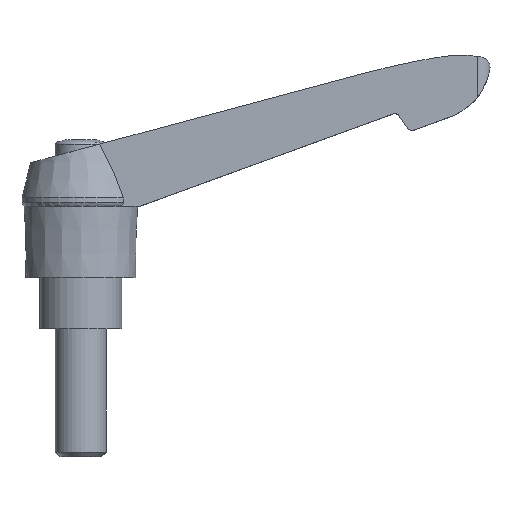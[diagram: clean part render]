
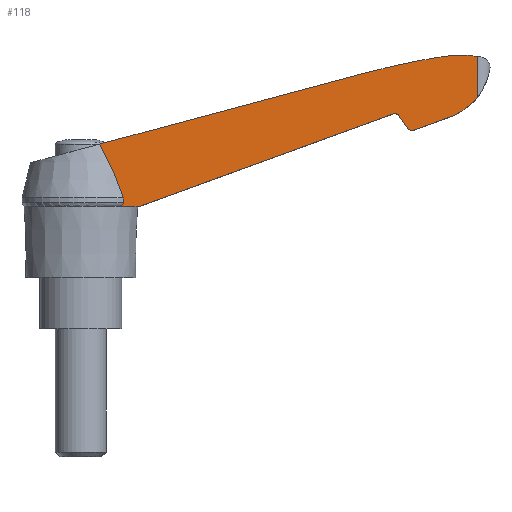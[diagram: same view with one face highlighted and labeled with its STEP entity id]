
A CAD part, top view. The second image highlights one B-rep face of the part: STEP entity #118.
In plain terms, the highlighted planar face has unit normal (0.034, 0, 0.999).
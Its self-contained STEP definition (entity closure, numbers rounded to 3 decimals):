
#118 = ADVANCED_FACE( '', ( #310 ), #311, .F. );
#310 = FACE_OUTER_BOUND( '', #579, .T. );
#311 = PLANE( '', #580 );
#579 = EDGE_LOOP( '', ( #899, #900, #901, #902, #903, #904, #905, #906, #907, #908, #909, #910, #911, #912, #913 ) );
#580 = AXIS2_PLACEMENT_3D( '', #914, #915, #916 );
#899 = ORIENTED_EDGE( '', *, *, #1661, .F. );
#900 = ORIENTED_EDGE( '', *, *, #1662, .T. );
#901 = ORIENTED_EDGE( '', *, *, #1663, .F. );
#902 = ORIENTED_EDGE( '', *, *, #1664, .F. );
#903 = ORIENTED_EDGE( '', *, *, #1665, .T. );
#904 = ORIENTED_EDGE( '', *, *, #1666, .F. );
#905 = ORIENTED_EDGE( '', *, *, #1667, .F. );
#906 = ORIENTED_EDGE( '', *, *, #1668, .F. );
#907 = ORIENTED_EDGE( '', *, *, #1669, .F. );
#908 = ORIENTED_EDGE( '', *, *, #1670, .F. );
#909 = ORIENTED_EDGE( '', *, *, #1671, .F. );
#910 = ORIENTED_EDGE( '', *, *, #1672, .F. );
#911 = ORIENTED_EDGE( '', *, *, #1673, .F. );
#912 = ORIENTED_EDGE( '', *, *, #1651, .F. );
#913 = ORIENTED_EDGE( '', *, *, #1674, .F. );
#914 = CARTESIAN_POINT( '', ( 0., 58.5, 8.22 ) );
#915 = DIRECTION( '', ( -0.034, 0., -0.999 ) );
#916 = DIRECTION( '', ( -0.999, 0., 0.034 ) );
#1651 = EDGE_CURVE( '', #1999, #2000, #2001, .T. );
#1661 = EDGE_CURVE( '', #2015, #2016, #2017, .T. );
#1662 = EDGE_CURVE( '', #2015, #2018, #2019, .T. );
#1663 = EDGE_CURVE( '', #2020, #2018, #2021, .T. );
#1664 = EDGE_CURVE( '', #2022, #2020, #2023, .T. );
#1665 = EDGE_CURVE( '', #2022, #2024, #2025, .T. );
#1666 = EDGE_CURVE( '', #2026, #2024, #2027, .T. );
#1667 = EDGE_CURVE( '', #2028, #2026, #2029, .T. );
#1668 = EDGE_CURVE( '', #2030, #2028, #2031, .T. );
#1669 = EDGE_CURVE( '', #2032, #2030, #2033, .T. );
#1670 = EDGE_CURVE( '', #2034, #2032, #2035, .T. );
#1671 = EDGE_CURVE( '', #2036, #2034, #2037, .T. );
#1672 = EDGE_CURVE( '', #2038, #2036, #2039, .T. );
#1673 = EDGE_CURVE( '', #2000, #2038, #2040, .T. );
#1674 = EDGE_CURVE( '', #2016, #1999, #2041, .T. );
#1999 = VERTEX_POINT( '', #2493 );
#2000 = VERTEX_POINT( '', #2494 );
#2001 = LINE( '', #2495, #2496 );
#2015 = VERTEX_POINT( '', #2533 );
#2016 = VERTEX_POINT( '', #2534 );
#2017 = LINE( '', #2535, #2536 );
#2018 = VERTEX_POINT( '', #2537 );
#2019 = B_SPLINE_CURVE_WITH_KNOTS( '', 3, ( #2538, #2539, #2540, #2541, #2542, #2543 ), .UNSPECIFIED., .F., .F., ( 4, 2, 4 ), ( 0., 0., 0.001 ), .UNSPECIFIED. );
#2020 = VERTEX_POINT( '', #2544 );
#2021 = LINE( '', #2545, #2546 );
#2022 = VERTEX_POINT( '', #2547 );
#2023 = LINE( '', #2548, #2549 );
#2024 = VERTEX_POINT( '', #2550 );
#2025 = ELLIPSE( '', #2551, 0.8, 0.8 );
#2026 = VERTEX_POINT( '', #2552 );
#2027 = LINE( '', #2553, #2554 );
#2028 = VERTEX_POINT( '', #2555 );
#2029 = ELLIPSE( '', #2556, 1.201, 1.2 );
#2030 = VERTEX_POINT( '', #2557 );
#2031 = LINE( '', #2558, #2559 );
#2032 = VERTEX_POINT( '', #2560 );
#2033 = ELLIPSE( '', #2561, 12.007, 12. );
#2034 = VERTEX_POINT( '', #2562 );
#2035 = LINE( '', #2563, #2564 );
#2036 = VERTEX_POINT( '', #2565 );
#2037 = ELLIPSE( '', #2566, 36.021, 36. );
#2038 = VERTEX_POINT( '', #2567 );
#2039 = ELLIPSE( '', #2568, 30.017, 30. );
#2040 = ELLIPSE( '', #2569, 157.091, 157. );
#2041 = B_SPLINE_CURVE_WITH_KNOTS( '', 3, ( #2570, #2571, #2572, #2573, #2574, #2575, #2576, #2577, #2578, #2579 ), .UNSPECIFIED., .F., .F., ( 4, 2, 2, 2, 4 ), ( 0., 0.006, 0.009, 0.01, 0.012 ), .UNSPECIFIED. );
#2493 = CARTESIAN_POINT( '', ( 3.725, 36.121, 8.093 ) );
#2494 = CARTESIAN_POINT( '', ( 56.5, 50.262, 6.299 ) );
#2495 = CARTESIAN_POINT( '', ( 56.335, 50.217, 6.304 ) );
#2496 = VECTOR( '', #3168, 1000. );
#2533 = CARTESIAN_POINT( '', ( 8.322, 24.664, 7.937 ) );
#2534 = CARTESIAN_POINT( '', ( 8.322, 25.6, 7.937 ) );
#2535 = CARTESIAN_POINT( '', ( 8.322, 72.299, 7.937 ) );
#2536 = VECTOR( '', #3179, 1000. );
#2537 = CARTESIAN_POINT( '', ( 7.764, 24., 7.956 ) );
#2538 = CARTESIAN_POINT( '', ( 8.322, 24.664, 7.937 ) );
#2539 = CARTESIAN_POINT( '', ( 8.276, 24.522, 7.938 ) );
#2540 = CARTESIAN_POINT( '', ( 8.2, 24.396, 7.941 ) );
#2541 = CARTESIAN_POINT( '', ( 8.005, 24.172, 7.947 ) );
#2542 = CARTESIAN_POINT( '', ( 7.89, 24.079, 7.951 ) );
#2543 = CARTESIAN_POINT( '', ( 7.764, 24., 7.956 ) );
#2544 = CARTESIAN_POINT( '', ( 11.6, 24., 7.825 ) );
#2545 = CARTESIAN_POINT( '', ( -0.111, 24., 8.223 ) );
#2546 = VECTOR( '', #3180, 1000. );
#2547 = CARTESIAN_POINT( '', ( 61.169, 42.042, 6.14 ) );
#2548 = CARTESIAN_POINT( '', ( 11.49, 23.96, 7.829 ) );
#2549 = VECTOR( '', #3181, 1000. );
#2550 = CARTESIAN_POINT( '', ( 62.1, 41.746, 6.109 ) );
#2551 = AXIS2_PLACEMENT_3D( '', #3182, #3183, #3184 );
#2552 = CARTESIAN_POINT( '', ( 63.777, 39.333, 6.051 ) );
#2553 = CARTESIAN_POINT( '', ( 62.04, 41.832, 6.111 ) );
#2554 = VECTOR( '', #3185, 1000. );
#2555 = CARTESIAN_POINT( '', ( 65.173, 38.89, 6.004 ) );
#2556 = AXIS2_PLACEMENT_3D( '', #3186, #3187, #3188 );
#2557 = CARTESIAN_POINT( '', ( 73., 41.739, 5.738 ) );
#2558 = CARTESIAN_POINT( '', ( 65.008, 38.83, 6.01 ) );
#2559 = VECTOR( '', #3189, 1000. );
#2560 = CARTESIAN_POINT( '', ( 77.585, 45.336, 5.582 ) );
#2561 = AXIS2_PLACEMENT_3D( '', #3190, #3191, #3192 );
#2562 = CARTESIAN_POINT( '', ( 77.585, 53.244, 5.582 ) );
#2563 = CARTESIAN_POINT( '', ( 77.585, 58.5, 5.582 ) );
#2564 = VECTOR( '', #3193, 1000. );
#2565 = CARTESIAN_POINT( '', ( 74.8, 53.5, 5.677 ) );
#2566 = AXIS2_PLACEMENT_3D( '', #3194, #3195, #3196 );
#2567 = CARTESIAN_POINT( '', ( 69.3, 53., 5.864 ) );
#2568 = AXIS2_PLACEMENT_3D( '', #3197, #3198, #3199 );
#2569 = AXIS2_PLACEMENT_3D( '', #3200, #3201, #3202 );
#2570 = CARTESIAN_POINT( '', ( 8.322, 25.6, 7.937 ) );
#2571 = CARTESIAN_POINT( '', ( 7.686, 27.409, 7.958 ) );
#2572 = CARTESIAN_POINT( '', ( 7.019, 29.207, 7.981 ) );
#2573 = CARTESIAN_POINT( '', ( 5.912, 31.861, 8.019 ) );
#2574 = CARTESIAN_POINT( '', ( 5.526, 32.738, 8.032 ) );
#2575 = CARTESIAN_POINT( '', ( 4.898, 34.032, 8.053 ) );
#2576 = CARTESIAN_POINT( '', ( 4.68, 34.459, 8.06 ) );
#2577 = CARTESIAN_POINT( '', ( 4.223, 35.301, 8.076 ) );
#2578 = CARTESIAN_POINT( '', ( 3.982, 35.717, 8.084 ) );
#2579 = CARTESIAN_POINT( '', ( 3.725, 36.121, 8.093 ) );
#3168 = DIRECTION( '', ( 0.965, 0.259, -0.033 ) );
#3179 = DIRECTION( '', ( 0., 1., 0. ) );
#3180 = DIRECTION( '', ( -0.999, 0., 0.034 ) );
#3181 = DIRECTION( '', ( -0.939, -0.342, 0.032 ) );
#3182 = CARTESIAN_POINT( '', ( 61.443, 41.29, 6.131 ) );
#3183 = DIRECTION( '', ( -0.034, 0., -0.999 ) );
#3184 = DIRECTION( '', ( 0.999, 0., -0.034 ) );
#3185 = DIRECTION( '', ( -0.571, 0.821, 0.019 ) );
#3186 = CARTESIAN_POINT( '', ( 64.762, 40.018, 6.018 ) );
#3187 = DIRECTION( '', ( -0.034, 0., -0.999 ) );
#3188 = DIRECTION( '', ( 0.999, 0., -0.034 ) );
#3189 = DIRECTION( '', ( -0.939, -0.342, 0.032 ) );
#3190 = CARTESIAN_POINT( '', ( 68.107, 52.696, 5.904 ) );
#3191 = DIRECTION( '', ( -0.034, 0., -0.999 ) );
#3192 = DIRECTION( '', ( 0.999, 0., -0.034 ) );
#3193 = DIRECTION( '', ( 0., -1., 0. ) );
#3194 = CARTESIAN_POINT( '', ( 72.905, 17.55, 5.741 ) );
#3195 = DIRECTION( '', ( -0.034, 0., -0.999 ) );
#3196 = DIRECTION( '', ( 0.999, 0., -0.034 ) );
#3197 = CARTESIAN_POINT( '', ( 74.755, 23.5, 5.678 ) );
#3198 = DIRECTION( '', ( -0.034, 0., -0.999 ) );
#3199 = DIRECTION( '', ( 0.999, 0., -0.034 ) );
#3200 = CARTESIAN_POINT( '', ( 95.717, -101.762, 4.966 ) );
#3201 = DIRECTION( '', ( -0.034, 0., -0.999 ) );
#3202 = DIRECTION( '', ( 0.999, 0., -0.034 ) );
